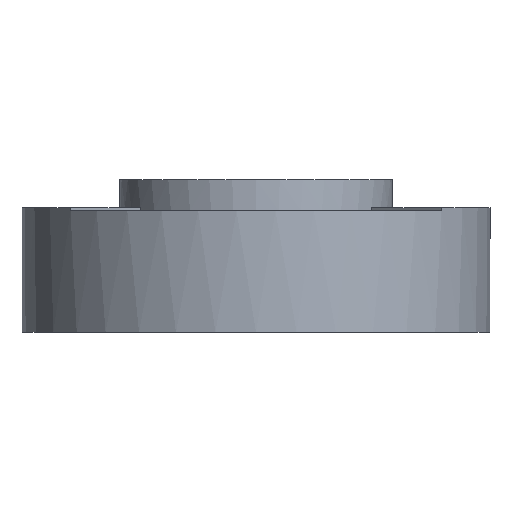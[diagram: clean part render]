
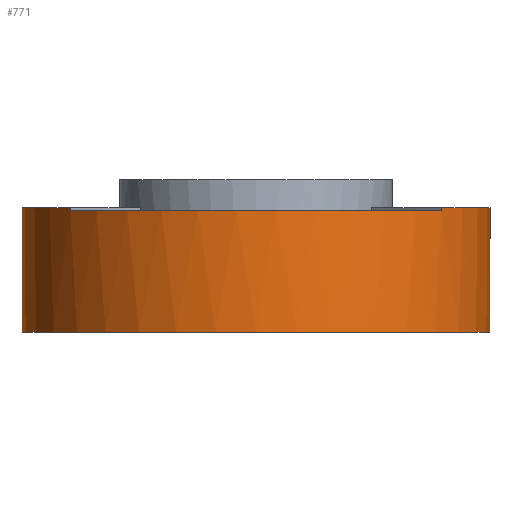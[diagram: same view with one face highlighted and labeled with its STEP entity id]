
A CAD part, left-side view. The second image highlights one B-rep face of the part: STEP entity #771.
In plain terms, the highlighted cylindrical face has radius 7.5 mm (diameter 15 mm), a partial arc.
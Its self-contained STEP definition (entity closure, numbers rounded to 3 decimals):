
#51=VECTOR('',#1023,1.);
#59=VECTOR('',#1052,1.);
#70=VECTOR('',#1083,1.);
#71=VECTOR('',#1084,1.);
#91=LINE('',#1307,#51);
#99=LINE('',#1338,#59);
#110=LINE('',#1371,#70);
#111=LINE('',#1372,#71);
#189=VERTEX_POINT('',#1286);
#190=VERTEX_POINT('',#1288);
#195=VERTEX_POINT('',#1301);
#198=VERTEX_POINT('',#1306);
#201=VERTEX_POINT('',#1315);
#204=VERTEX_POINT('',#1323);
#209=VERTEX_POINT('',#1337);
#216=VERTEX_POINT('',#1355);
#254=CIRCLE('',#847,7.5);
#257=CIRCLE('',#853,7.5);
#260=CIRCLE('',#857,7.5);
#265=CIRCLE('',#866,7.5);
#315=EDGE_CURVE('',#190,#189,#254,.T.);
#324=EDGE_CURVE('',#198,#195,#91,.T.);
#328=EDGE_CURVE('',#201,#195,#257,.T.);
#333=EDGE_CURVE('',#198,#204,#260,.T.);
#340=EDGE_CURVE('',#204,#209,#99,.T.);
#349=EDGE_CURVE('',#209,#216,#265,.T.);
#356=EDGE_CURVE('',#201,#189,#110,.T.);
#357=EDGE_CURVE('',#216,#190,#111,.T.);
#515=ORIENTED_EDGE('',*,*,#356,.F.);
#516=ORIENTED_EDGE('',*,*,#328,.T.);
#517=ORIENTED_EDGE('',*,*,#324,.F.);
#518=ORIENTED_EDGE('',*,*,#333,.T.);
#519=ORIENTED_EDGE('',*,*,#340,.T.);
#520=ORIENTED_EDGE('',*,*,#349,.T.);
#521=ORIENTED_EDGE('',*,*,#357,.T.);
#522=ORIENTED_EDGE('',*,*,#315,.T.);
#626=EDGE_LOOP('',(#515,#516,#517,#518,#519,#520,#521,#522));
#714=FACE_BOUND('',#626,.T.);
#771=ADVANCED_FACE('',(#714),#1405,.T.);
#847=AXIS2_PLACEMENT_3D('',#1287,#1011,#1012);
#853=AXIS2_PLACEMENT_3D('',#1314,#1030,#1031);
#857=AXIS2_PLACEMENT_3D('',#1324,#1039,#1040);
#866=AXIS2_PLACEMENT_3D('',#1356,#1065,#1066);
#874=AXIS2_PLACEMENT_3D('',#1370,#1081,#1082);
#1011=DIRECTION('',(0.,0.,1.));
#1012=DIRECTION('',(-7.5,0.,0.));
#1023=DIRECTION('',(0.,0.,1.));
#1030=DIRECTION('',(0.,0.,-1.));
#1031=DIRECTION('',(7.5,0.,0.));
#1039=DIRECTION('',(0.,0.,-1.));
#1040=DIRECTION('',(-5.303,-5.303,0.));
#1052=DIRECTION('',(0.,0.,1.));
#1065=DIRECTION('',(0.,0.,-1.));
#1066=DIRECTION('',(7.5,0.,0.));
#1081=DIRECTION('',(0.,0.,1.));
#1082=DIRECTION('',(-5.303,5.303,0.));
#1083=DIRECTION('',(0.,0.,-1.));
#1084=DIRECTION('',(0.,0.,-1.));
#1286=CARTESIAN_POINT('',(7.5,0.,-1.25));
#1287=CARTESIAN_POINT('',(7.5,7.5,-1.25));
#1288=CARTESIAN_POINT('',(7.5,15.,-1.25));
#1301=CARTESIAN_POINT('',(2.929,1.554,2.75));
#1306=CARTESIAN_POINT('',(2.929,1.554,2.65));
#1307=CARTESIAN_POINT('',(2.929,1.554,2.65));
#1314=CARTESIAN_POINT('',(7.5,7.5,2.75));
#1315=CARTESIAN_POINT('',(7.5,0.,2.75));
#1323=CARTESIAN_POINT('',(2.929,13.446,2.65));
#1324=CARTESIAN_POINT('',(7.5,7.5,2.65));
#1337=CARTESIAN_POINT('',(2.929,13.446,2.75));
#1338=CARTESIAN_POINT('',(2.929,13.446,2.65));
#1355=CARTESIAN_POINT('',(7.5,15.,2.75));
#1356=CARTESIAN_POINT('',(7.5,7.5,2.75));
#1370=CARTESIAN_POINT('',(7.5,7.5,0.));
#1371=CARTESIAN_POINT('',(7.5,0.,0.));
#1372=CARTESIAN_POINT('',(7.5,15.,0.));
#1405=CYLINDRICAL_SURFACE('',#874,7.5);
